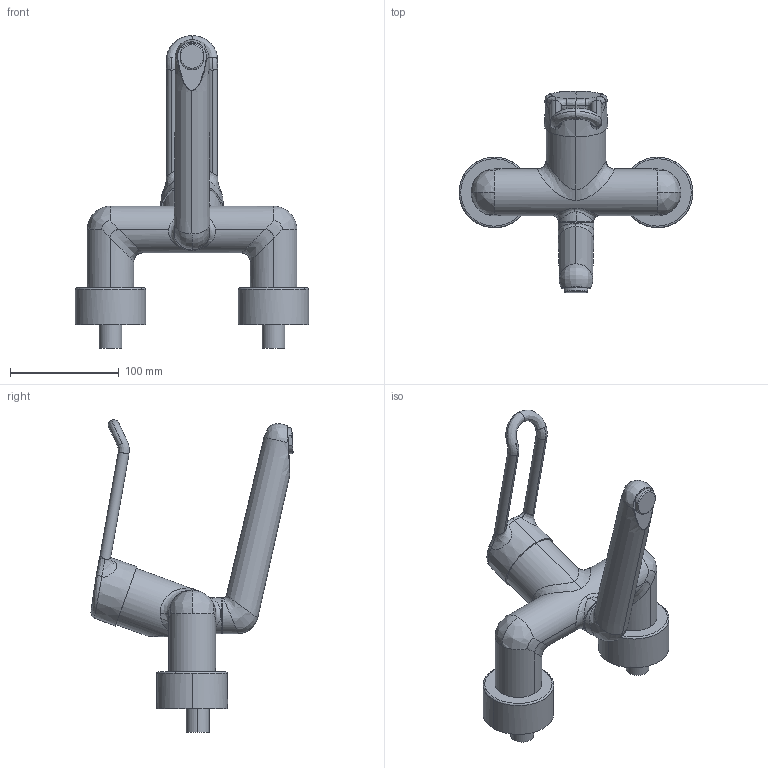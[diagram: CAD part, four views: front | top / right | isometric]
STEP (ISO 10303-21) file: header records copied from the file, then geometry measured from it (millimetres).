
FILE_DESCRIPTION (( 'STEP AP203' ), '1' );
FILE_NAME ('02552205+5526B.STEP', '2018-01-12T06:01:44', ( '' ), ( '' ), 'SwSTEP 2.0', 'SolidWorks 2016', '' );
FILE_SCHEMA (( 'CONFIG_CONTROL_DESIGN' ));
Length unit declared in the file: millimetre
Products named in the file (1): 02552205+5526B
Bounding box: 215 x 185.92 x 287.55 mm (x, y, z)
Volume: 919877.1 mm3; surface area: 113031.8 mm2
Topology: 1 solids, 1 shells, 145 faces, 363 edges, 220 vertices
Faces by surface type: bspline 59, cylinder 42, plane 28, cone 12, torus 4
Entity records: 18627 total; most frequent: CARTESIAN_POINT 15548, ORIENTED_EDGE 706, DIRECTION 506, EDGE_CURVE 353, VERTEX_POINT 220, AXIS2_PLACEMENT_3D 217, EDGE_LOOP 157, B_SPLINE_CURVE_WITH_KNOTS 146
